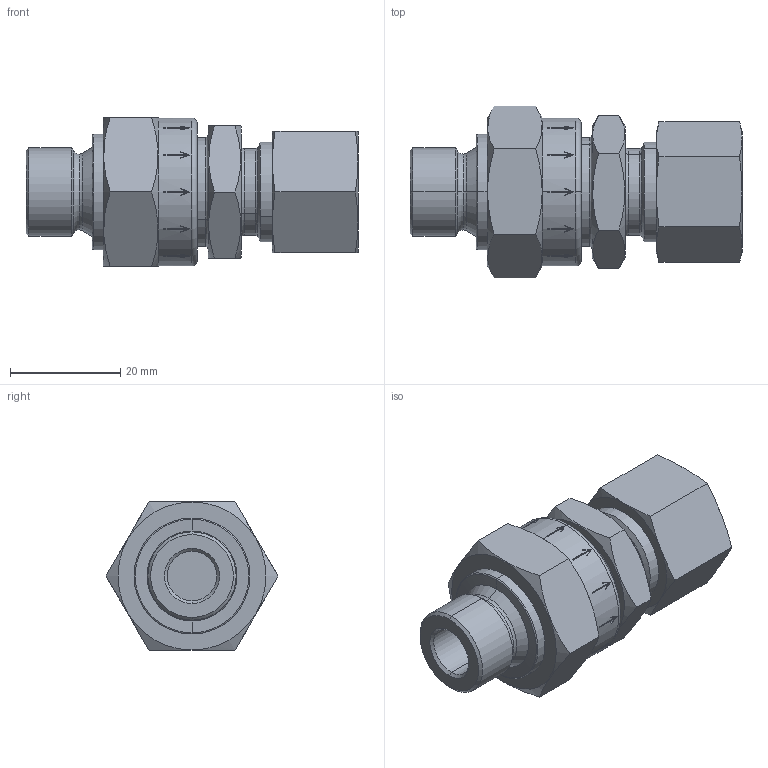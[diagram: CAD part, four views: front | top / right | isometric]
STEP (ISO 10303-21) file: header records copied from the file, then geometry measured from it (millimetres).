
FILE_DESCRIPTION (( 'STEP AP214' ), '1' );
FILE_NAME ('MB_3D_RMG919-1_M16x1_5.STEP', '2013-01-14T14:21:12', ( 'Honeywell' ), ( 'Honeywell' ), 'SwSTEP 2.0', 'SolidWorks 2012', '' );
FILE_SCHEMA (( 'AUTOMOTIVE_DESIGN' ));
Length unit declared in the file: millimetre
Products named in the file (1): MB_3D_RMG919-1_M16x1_5
Bounding box: 60.15 x 31.15 x 26.98 mm (x, y, z)
Volume: 21138 mm3; surface area: 7636.8 mm2
Topology: 1 solids, 1 shells, 219 faces, 544 edges, 346 vertices
Faces by surface type: plane 149, cone 36, cylinder 20, torus 14
Entity records: 7054 total; most frequent: CARTESIAN_POINT 1718, ORIENTED_EDGE 1088, DIRECTION 968, EDGE_CURVE 544, VERTEX_POINT 346, AXIS2_PLACEMENT_3D 332, LINE 304, VECTOR 304
